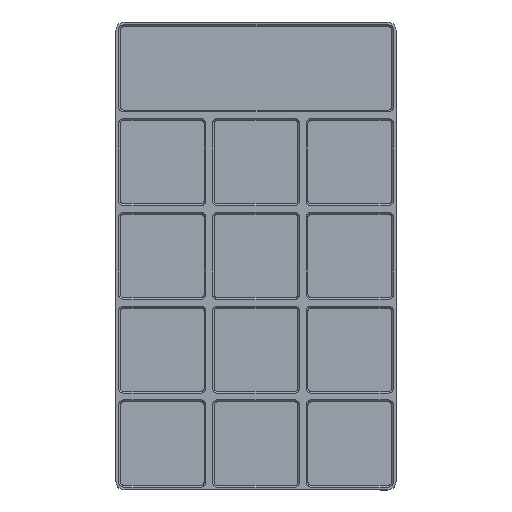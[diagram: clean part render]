
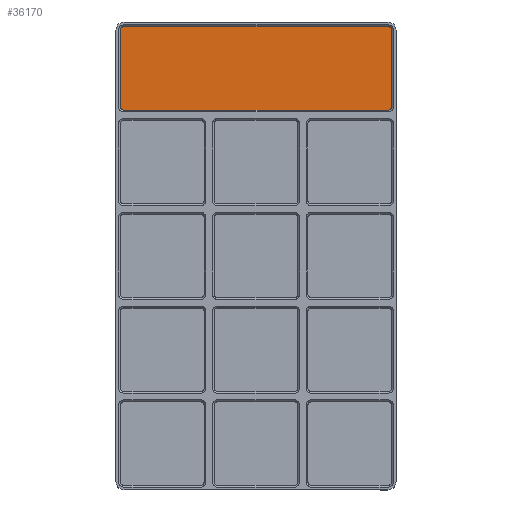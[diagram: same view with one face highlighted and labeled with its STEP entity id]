
A CAD part, top view. The second image highlights one B-rep face of the part: STEP entity #36170.
In plain terms, the highlighted planar face has unit normal (0, 0, 1).
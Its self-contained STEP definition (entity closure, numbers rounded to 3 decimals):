
#25200=CARTESIAN_POINT('',(291.75,289.,7.));
#25210=DIRECTION('',(0.,-1.,0.));
#25220=VECTOR('',#25210,1.);
#25230=LINE('',#25200,#25220);
#25240=CARTESIAN_POINT('',(291.75,290.15,7.));
#25250=VERTEX_POINT('',#25240);
#25260=CARTESIAN_POINT('',(291.75,255.85,7.));
#25270=VERTEX_POINT('',#25260);
#25280=EDGE_CURVE('',#25250,#25270,#25230,.T.);
#34200=CARTESIAN_POINT('',(171.85,254.25,7.));
#34210=VERTEX_POINT('',#34200);
#34240=CARTESIAN_POINT('',(205.,254.25,7.));
#34250=DIRECTION('',(-1.,0.,0.));
#34260=VECTOR('',#34250,1.);
#34270=LINE('',#34240,#34260);
#34280=CARTESIAN_POINT('',(290.15,254.25,7.));
#34290=VERTEX_POINT('',#34280);
#34300=EDGE_CURVE('',#34290,#34210,#34270,.T.);
#35600=CARTESIAN_POINT('',(189.,273.,7.));
#35610=DIRECTION('',(0.,0.,1.));
#35620=DIRECTION('',(1.,0.,0.));
#35630=AXIS2_PLACEMENT_3D('',#35600,#35610,#35620);
#35640=PLANE('',#35630);
#35650=CARTESIAN_POINT('',(171.85,290.15,7.));
#35660=DIRECTION('',(0.,0.,-1.));
#35670=DIRECTION('',(-1.,0.,0.));
#35680=AXIS2_PLACEMENT_3D('',#35650,#35660,#35670);
#35690=CIRCLE('',#35680,1.6);
#35700=CARTESIAN_POINT('',(170.25,290.15,7.));
#35710=VERTEX_POINT('',#35700);
#35720=CARTESIAN_POINT('',(171.85,291.75,7.));
#35730=VERTEX_POINT('',#35720);
#35740=EDGE_CURVE('',#35710,#35730,#35690,.T.);
#35750=ORIENTED_EDGE('',*,*,#35740,.F.);
#35760=CARTESIAN_POINT('',(257.,291.75,7.));
#35770=DIRECTION('',(1.,0.,0.));
#35780=VECTOR('',#35770,1.);
#35790=LINE('',#35760,#35780);
#35800=CARTESIAN_POINT('',(290.15,291.75,7.));
#35810=VERTEX_POINT('',#35800);
#35820=EDGE_CURVE('',#35730,#35810,#35790,.T.);
#35830=ORIENTED_EDGE('',*,*,#35820,.F.);
#35840=CARTESIAN_POINT('',(290.15,290.15,7.));
#35850=DIRECTION('',(0.,0.,-1.));
#35860=DIRECTION('',(-1.,0.,0.));
#35870=AXIS2_PLACEMENT_3D('',#35840,#35850,#35860);
#35880=CIRCLE('',#35870,1.6);
#35890=EDGE_CURVE('',#35810,#25250,#35880,.T.);
#35900=ORIENTED_EDGE('',*,*,#35890,.F.);
#35910=ORIENTED_EDGE('',*,*,#25280,.F.);
#35920=CARTESIAN_POINT('',(290.15,255.85,7.));
#35930=DIRECTION('',(0.,0.,-1.));
#35940=DIRECTION('',(-1.,0.,0.));
#35950=AXIS2_PLACEMENT_3D('',#35920,#35930,#35940);
#35960=CIRCLE('',#35950,1.6);
#35970=EDGE_CURVE('',#25270,#34290,#35960,.T.);
#35980=ORIENTED_EDGE('',*,*,#35970,.F.);
#35990=ORIENTED_EDGE('',*,*,#34300,.F.);
#36000=CARTESIAN_POINT('',(171.85,255.85,7.));
#36010=DIRECTION('',(0.,0.,-1.));
#36020=DIRECTION('',(-1.,0.,0.));
#36030=AXIS2_PLACEMENT_3D('',#36000,#36010,#36020);
#36040=CIRCLE('',#36030,1.6);
#36050=CARTESIAN_POINT('',(170.25,255.85,7.));
#36060=VERTEX_POINT('',#36050);
#36070=EDGE_CURVE('',#34210,#36060,#36040,.T.);
#36080=ORIENTED_EDGE('',*,*,#36070,.F.);
#36090=CARTESIAN_POINT('',(170.25,257.,7.));
#36100=DIRECTION('',(0.,1.,0.));
#36110=VECTOR('',#36100,1.);
#36120=LINE('',#36090,#36110);
#36130=EDGE_CURVE('',#36060,#35710,#36120,.T.);
#36140=ORIENTED_EDGE('',*,*,#36130,.F.);
#36150=EDGE_LOOP('',(#36140,#36080,#35990,#35980,#35910,#35900,#35830,
#35750));
#36160=FACE_OUTER_BOUND('',#36150,.T.);
#36170=ADVANCED_FACE('',(#36160),#35640,.T.);
